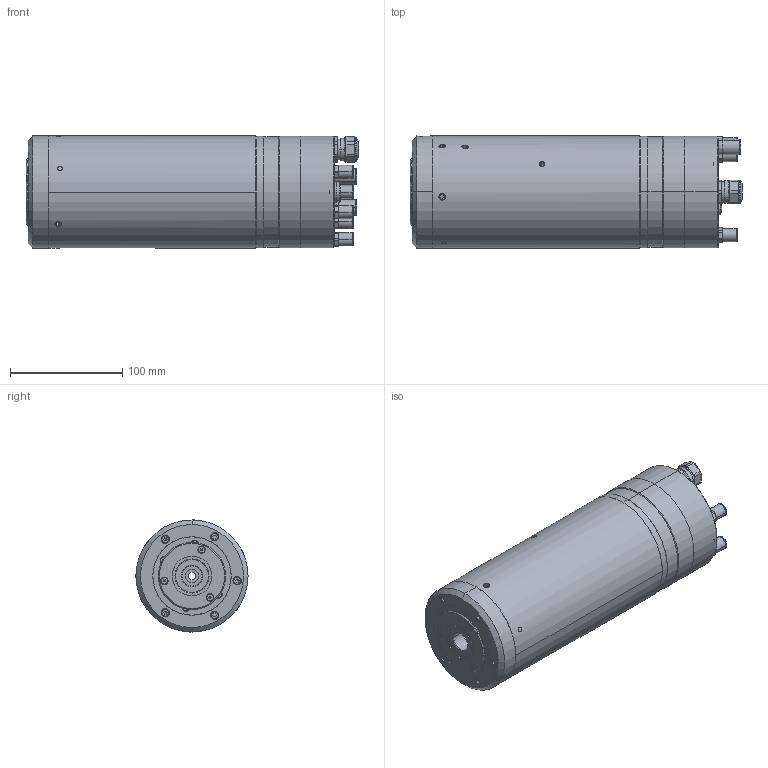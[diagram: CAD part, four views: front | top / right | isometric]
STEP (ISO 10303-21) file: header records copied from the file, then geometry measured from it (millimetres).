
FILE_DESCRIPTION (( 'STEP AP203' ), '1' );
FILE_NAME ('100D45-00-.STEP', '2014-06-12T08:14:39', ( '' ), ( '' ), 'SwSTEP 2.0', 'SolidWorks 2014', '' );
FILE_SCHEMA (( 'CONFIG_CONTROL_DESIGN' ));
Length unit declared in the file: millimetre
Products named in the file (1): 100D45-00-
Bounding box: 296.3 x 100 x 100.05 mm (x, y, z)
Surface area: 132340 mm2 (no closed solid volume)
Topology: 0 solids, 63 shells, 546 faces, 1651 edges, 1168 vertices
Faces by surface type: plane 234, cylinder 203, cone 81, torus 26, sphere 2
Entity records: 20188 total; most frequent: CARTESIAN_POINT 4889, DIRECTION 3436, ORIENTED_EDGE 2637, EDGE_CURVE 1633, AXIS2_PLACEMENT_3D 1329, VERTEX_POINT 1168, CIRCLE 782, VECTOR 778
